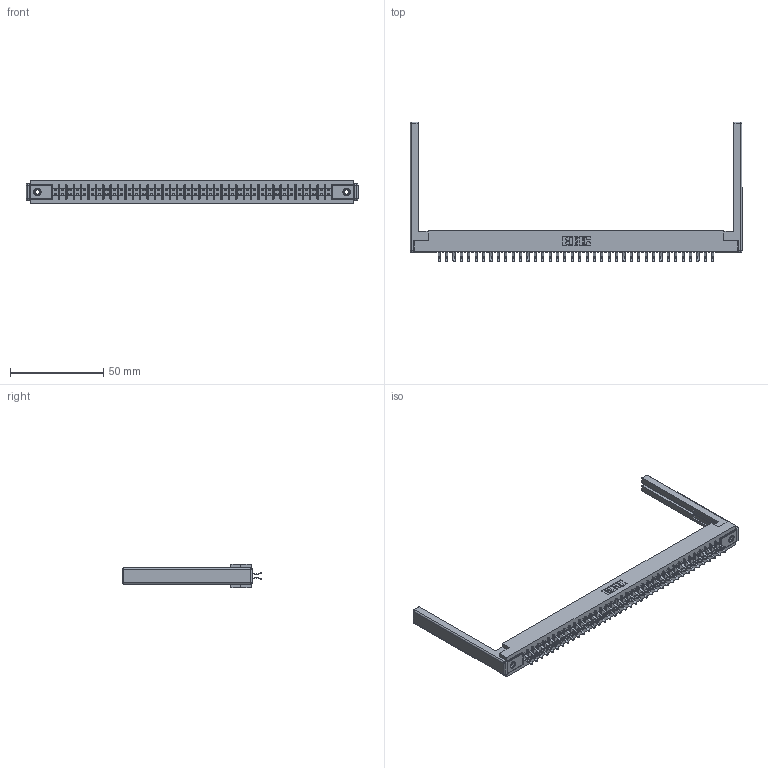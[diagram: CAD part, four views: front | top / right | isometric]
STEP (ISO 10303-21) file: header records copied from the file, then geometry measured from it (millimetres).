
FILE_DESCRIPTION (( 'STEP AP203' ), '1' );
FILE_NAME ('305-076-556-568.STEP', '2019-09-10T08:31:08', ( '' ), ( '' ), 'SwSTEP 2.0', 'SolidWorks 2016', '' );
FILE_SCHEMA (( 'CONFIG_CONTROL_DESIGN' ));
Length unit declared in the file: inch
Products named in the file (5): 307-220-068; 305-290-001_556; 305 Part_.156 Dia; 345-250-001_345-250-001-102; 305-076-556-568
Assembly tree (81 placements, depth 2):
  305-076-556-568
    305 Part_.156 Dia
    305-290-001_556  x76
    345-250-001_345-250-001-102  x2
    307-220-068  x2
Bounding box: 178 x 74.93 x 12.7 mm (x, y, z)
Volume: 22398.6 mm3; surface area: 27656.9 mm2
Topology: 81 solids, 81 shells, 4526 faces, 12980 edges, 8428 vertices
Faces by surface type: plane 2512, cylinder 1838, sphere 160, cone 12, torus 4
Entity records: 44612 total; most frequent: CARTESIAN_POINT 7357, ORIENTED_EDGE 7294, DIRECTION 7143, EDGE_CURVE 3647, VECTOR 2931, LINE 2931, VERTEX_POINT 2320, AXIS2_PLACEMENT_3D 2106
